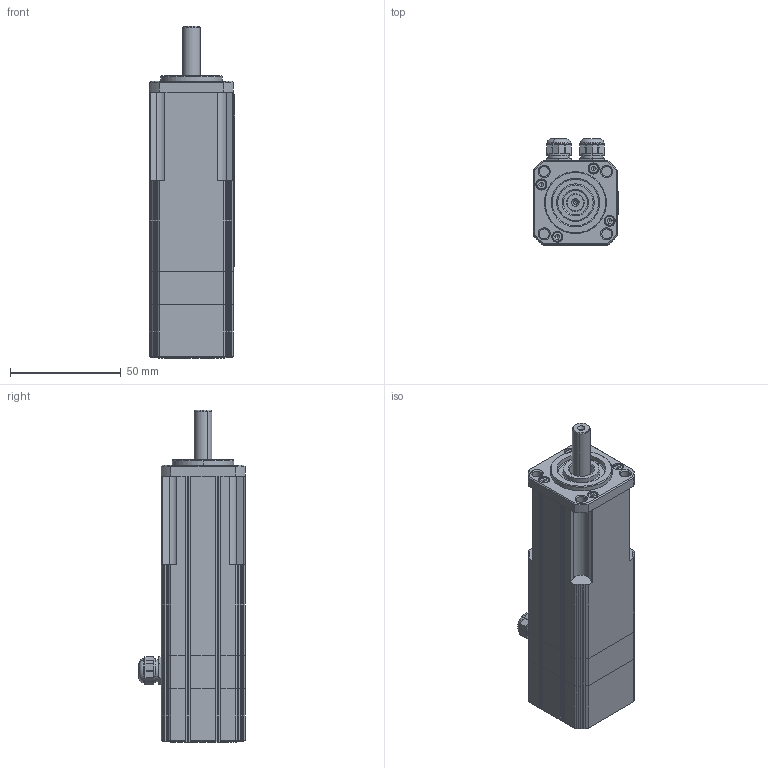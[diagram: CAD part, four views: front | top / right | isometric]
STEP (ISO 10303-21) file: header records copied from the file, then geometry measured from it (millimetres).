
FILE_DESCRIPTION((''),'2;1');
FILE_NAME('FP-23 + Resolver.stp','2011-09-19T10:35:34',('jlopez'),(''),'Autodesk Inventor 9','Autodesk Inventor 9','');
FILE_SCHEMA(('AUTOMOTIVE_DESIGN { 1 0 10303 214 1 1 1 1 }'));
Length unit declared in the file: millimetre
Products named in the file (1): Pieza1
Bounding box: 38.5 x 48 x 150.2 mm (x, y, z)
Volume: 168359.3 mm3; surface area: 29986.1 mm2
Topology: 1 solids, 9 shells, 697 faces, 1660 edges, 1015 vertices
Faces by surface type: plane 415, cylinder 130, cone 66, bspline 66, torus 20
Entity records: 20545 total; most frequent: CARTESIAN_POINT 4669, DIRECTION 3284, ORIENTED_EDGE 3284, EDGE_CURVE 1642, AXIS2_PLACEMENT_3D 1114, VECTOR 1056, LINE 1056, VERTEX_POINT 1015
